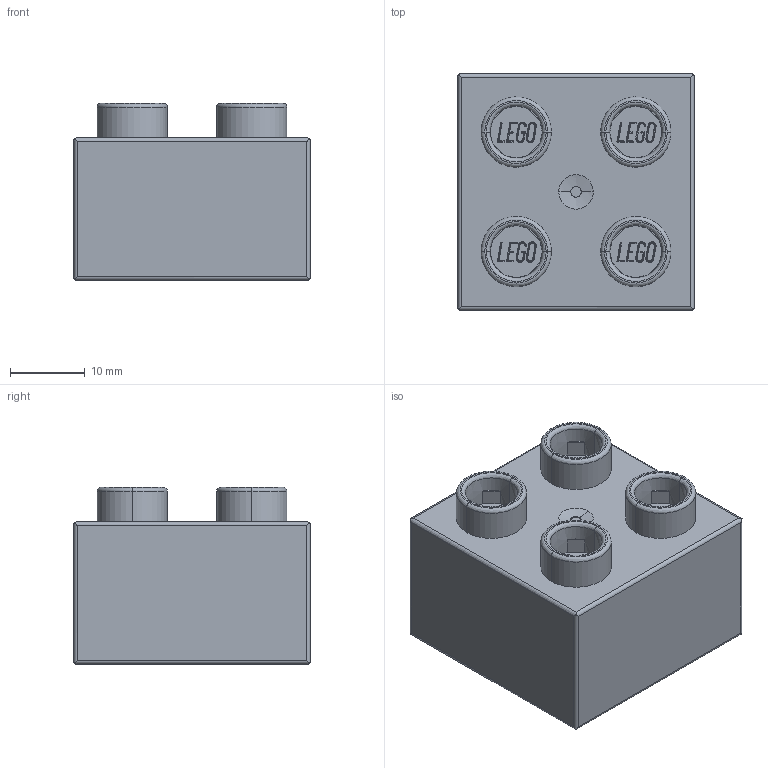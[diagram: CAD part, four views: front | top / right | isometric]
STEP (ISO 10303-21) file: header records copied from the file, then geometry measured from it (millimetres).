
FILE_DESCRIPTION (( 'STEP AP214' ), '1' );
FILE_NAME ('LEGO_DUPLO_BRICK_2X2.STEP', '2019-10-19T01:15:04', ( '' ), ( '' ), 'SwSTEP 2.0', 'SolidWorks 2016', '' );
FILE_SCHEMA (( 'AUTOMOTIVE_DESIGN' ));
Length unit declared in the file: millimetre
Products named in the file (1): LEGO_DUPLO_BRICK_2X2
Bounding box: 31.7 x 31.7 x 23.7 mm (x, y, z)
Volume: 6304 mm3; surface area: 8882 mm2
Topology: 1 solids, 1 shells, 431 faces, 1204 edges, 805 vertices
Faces by surface type: bspline 290, plane 129, cylinder 12
Entity records: 23812 total; most frequent: CARTESIAN_POINT 14903, ORIENTED_EDGE 2404, EDGE_CURVE 1202, DIRECTION 826, VERTEX_POINT 805, B_SPLINE_CURVE_WITH_KNOTS 680, VECTOR 502, LINE 502
